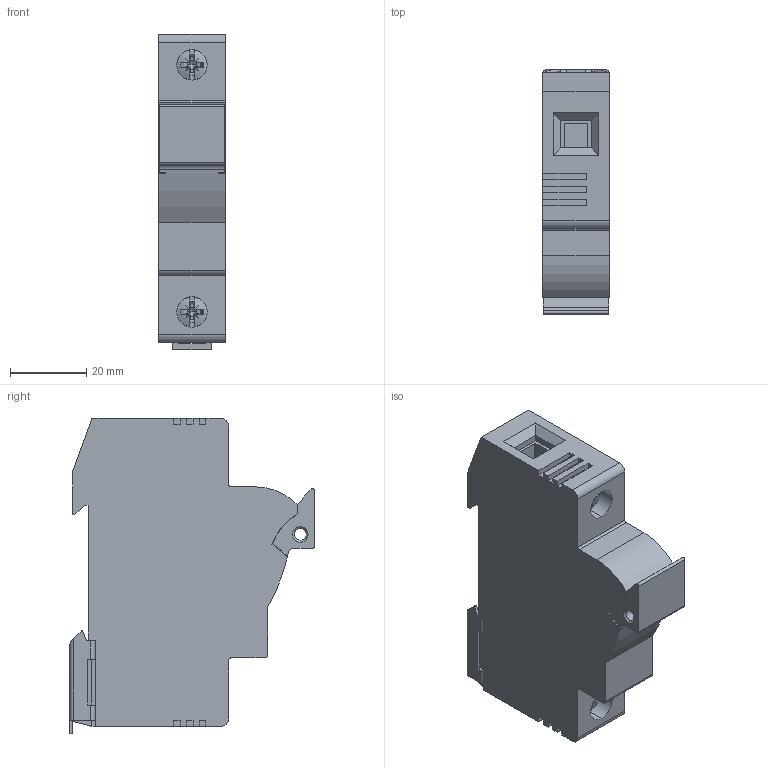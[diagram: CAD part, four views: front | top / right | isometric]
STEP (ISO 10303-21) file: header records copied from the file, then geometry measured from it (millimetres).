
FILE_DESCRIPTION((''),'2;1');
FILE_NAME('EFD10_1P_DIM','2017-06-13T',('janez.tomelj'),('Audax d.o.o.'),'CREO PARAMETRIC BY PTC INC, 2015290','CREO PARAMETRIC BY PTC INC, 2015290','');
FILE_SCHEMA(('CONFIG_CONTROL_DESIGN'));
Length unit declared in the file: millimetre
Products named in the file (1): EFD10_1P_DIM
Bounding box: 17.5 x 64.35 x 82.89 mm (x, y, z)
Volume: 64863.6 mm3; surface area: 15752.7 mm2
Topology: 1 solids, 1 shells, 308 faces, 870 edges, 555 vertices
Faces by surface type: plane 226, cylinder 52, cone 16, bspline 8, sphere 4, torus 2
Entity records: 11320 total; most frequent: CARTESIAN_POINT 3436, ORIENTED_EDGE 1732, DIRECTION 1514, EDGE_CURVE 866, VECTOR 600, LINE 600, VERTEX_POINT 555, AXIS2_PLACEMENT_3D 457
